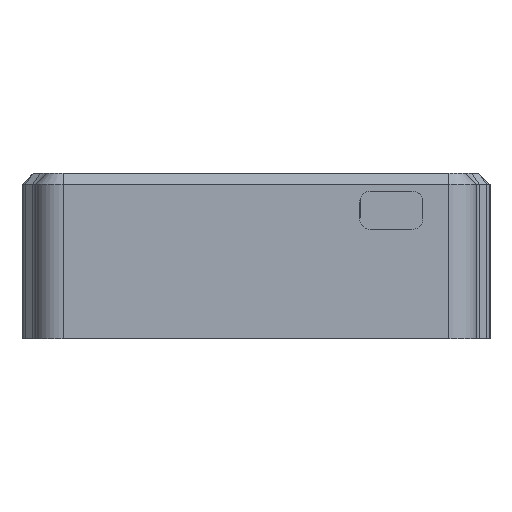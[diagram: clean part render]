
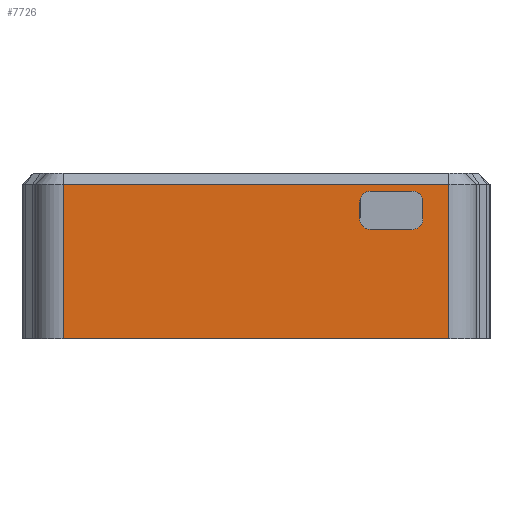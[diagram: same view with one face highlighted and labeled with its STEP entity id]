
A CAD part, left-side view. The second image highlights one B-rep face of the part: STEP entity #7726.
In plain terms, the highlighted planar face has unit normal (-1, 0, 0).
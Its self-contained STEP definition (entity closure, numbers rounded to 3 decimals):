
#237 = LINE ( 'NONE', #2209, #1132 ) ;
#267 = DIRECTION ( 'NONE',  ( 1., 0., 0. ) ) ;
#322 = LINE ( 'NONE', #2880, #8052 ) ;
#328 = CARTESIAN_POINT ( 'NONE',  ( -80., 35., 28. ) ) ;
#408 = ORIENTED_EDGE ( 'NONE', *, *, #5837, .F. ) ;
#445 = ORIENTED_EDGE ( 'NONE', *, *, #2532, .T. ) ;
#486 = PLANE ( 'NONE',  #4677 ) ;
#501 = CARTESIAN_POINT ( 'NONE',  ( -80., -20.83, 21.8 ) ) ;
#591 = EDGE_CURVE ( 'NONE', #7197, #1181, #237, .T. ) ;
#991 = DIRECTION ( 'NONE',  ( 0., 0., 1. ) ) ;
#1112 = FACE_BOUND ( 'NONE', #1283, .T. ) ;
#1124 = VECTOR ( 'NONE', #1568, 1000. ) ;
#1132 = VECTOR ( 'NONE', #4767, 1000. ) ;
#1181 = VERTEX_POINT ( 'NONE', #1519 ) ;
#1186 = EDGE_CURVE ( 'NONE', #1606, #1181, #5419, .T. ) ;
#1283 = EDGE_LOOP ( 'NONE', ( #6405, #3842, #408, #6471, #5201, #445, #2050, #7510 ) ) ;
#1338 = VECTOR ( 'NONE', #2568, 1000. ) ;
#1519 = CARTESIAN_POINT ( 'NONE',  ( -80., -30.33, 24.8 ) ) ;
#1532 = CARTESIAN_POINT ( 'NONE',  ( -80., -18.83, 21.8 ) ) ;
#1548 = VERTEX_POINT ( 'NONE', #2130 ) ;
#1561 = EDGE_LOOP ( 'NONE', ( #3519, #2345, #6657, #4596 ) ) ;
#1568 = DIRECTION ( 'NONE',  ( 0., 0., -1. ) ) ;
#1577 = CARTESIAN_POINT ( 'NONE',  ( -80., -35., 30. ) ) ;
#1590 = LINE ( 'NONE', #4649, #4959 ) ;
#1606 = VERTEX_POINT ( 'NONE', #8027 ) ;
#1726 = CARTESIAN_POINT ( 'NONE',  ( -80., -35., 0. ) ) ;
#1943 = VERTEX_POINT ( 'NONE', #6586 ) ;
#2050 = ORIENTED_EDGE ( 'NONE', *, *, #6029, .F. ) ;
#2068 = CARTESIAN_POINT ( 'NONE',  ( -80., -28.33, 21.8 ) ) ;
#2070 = EDGE_CURVE ( 'NONE', #1548, #4214, #322, .T. ) ;
#2077 = VERTEX_POINT ( 'NONE', #1532 ) ;
#2130 = CARTESIAN_POINT ( 'NONE',  ( -80., -35., 28. ) ) ;
#2158 = DIRECTION ( 'NONE',  ( 0., 0., -1. ) ) ;
#2209 = CARTESIAN_POINT ( 'NONE',  ( -80., -30.33, 26.8 ) ) ;
#2345 = ORIENTED_EDGE ( 'NONE', *, *, #2070, .T. ) ;
#2348 = DIRECTION ( 'NONE',  ( 0., -1., 0. ) ) ;
#2532 = EDGE_CURVE ( 'NONE', #5563, #1943, #3083, .T. ) ;
#2568 = DIRECTION ( 'NONE',  ( 0., -1., 0. ) ) ;
#2747 = LINE ( 'NONE', #7976, #1124 ) ;
#2816 = DIRECTION ( 'NONE',  ( 0., 1., 0. ) ) ;
#2819 = AXIS2_PLACEMENT_3D ( 'NONE', #4208, #7490, #6825 ) ;
#2868 = CARTESIAN_POINT ( 'NONE',  ( -80., -28.33, 24.8 ) ) ;
#2880 = CARTESIAN_POINT ( 'NONE',  ( -80., -40., 28. ) ) ;
#3050 = CARTESIAN_POINT ( 'NONE',  ( -80., -40., 30. ) ) ;
#3083 = CIRCLE ( 'NONE', #2819, 2. ) ;
#3120 = VECTOR ( 'NONE', #6123, 1000. ) ;
#3119 = DIRECTION ( 'NONE',  ( 0., 0., -1. ) ) ;
#3157 = EDGE_CURVE ( 'NONE', #5563, #2077, #6764, .T. ) ;
#3301 = CARTESIAN_POINT ( 'NONE',  ( -80., -28.33, 19.8 ) ) ;
#3519 = ORIENTED_EDGE ( 'NONE', *, *, #7573, .T. ) ;
#3692 = FACE_OUTER_BOUND ( 'NONE', #1561, .T. ) ;
#3761 = AXIS2_PLACEMENT_3D ( 'NONE', #2068, #5513, #2158 ) ;
#3842 = ORIENTED_EDGE ( 'NONE', *, *, #5569, .T. ) ;
#3883 = VECTOR ( 'NONE', #991, 1000. ) ;
#4095 = VERTEX_POINT ( 'NONE', #5244 ) ;
#4208 = CARTESIAN_POINT ( 'NONE',  ( -80., -20.83, 24.8 ) ) ;
#4214 = VERTEX_POINT ( 'NONE', #328 ) ;
#4596 = ORIENTED_EDGE ( 'NONE', *, *, #8250, .T. ) ;
#4649 = CARTESIAN_POINT ( 'NONE',  ( -80., -30.33, 26.8 ) ) ;
#4677 = AXIS2_PLACEMENT_3D ( 'NONE', #3050, #5612, #4980 ) ;
#4767 = DIRECTION ( 'NONE',  ( 0., 0., 1. ) ) ;
#4788 = DIRECTION ( 'NONE',  ( 0., 0., -1. ) ) ;
#4820 = CIRCLE ( 'NONE', #3761, 2. ) ;
#4959 = VECTOR ( 'NONE', #2816, 1000. ) ;
#4980 = DIRECTION ( 'NONE',  ( 0., 0., -1. ) ) ;
#5017 = CARTESIAN_POINT ( 'NONE',  ( -80., -20.83, 19.8 ) ) ;
#5084 = LINE ( 'NONE', #5882, #1338 ) ;
#5143 = AXIS2_PLACEMENT_3D ( 'NONE', #2868, #267, #4788 ) ;
#5201 = ORIENTED_EDGE ( 'NONE', *, *, #3157, .F. ) ;
#5244 = CARTESIAN_POINT ( 'NONE',  ( -80., 35., 0. ) ) ;
#5324 = LINE ( 'NONE', #1577, #3883 ) ;
#5340 = CARTESIAN_POINT ( 'NONE',  ( -80., -30.33, 21.8 ) ) ;
#5361 = CIRCLE ( 'NONE', #6437, 2. ) ;
#5405 = VERTEX_POINT ( 'NONE', #5017 ) ;
#5408 = CARTESIAN_POINT ( 'NONE',  ( -80., -18.83, 26.8 ) ) ;
#5419 = CIRCLE ( 'NONE', #5143, 2. ) ;
#5479 = DIRECTION ( 'NONE',  ( 0., 1., 0. ) ) ;
#5513 = DIRECTION ( 'NONE',  ( 1., 0., 0. ) ) ;
#5563 = VERTEX_POINT ( 'NONE', #6580 ) ;
#5569 = EDGE_CURVE ( 'NONE', #7197, #7760, #4820, .T. ) ;
#5612 = DIRECTION ( 'NONE',  ( 1., 0., 0. ) ) ;
#5671 = EDGE_CURVE ( 'NONE', #5405, #2077, #5361, .T. ) ;
#5715 = DIRECTION ( 'NONE',  ( 1., 0., 0. ) ) ;
#5837 = EDGE_CURVE ( 'NONE', #5405, #7760, #5084, .T. ) ;
#5882 = CARTESIAN_POINT ( 'NONE',  ( -80., -30.33, 19.8 ) ) ;
#6029 = EDGE_CURVE ( 'NONE', #1606, #1943, #1590, .T. ) ;
#6123 = DIRECTION ( 'NONE',  ( 0., 0., -1. ) ) ;
#6405 = ORIENTED_EDGE ( 'NONE', *, *, #591, .F. ) ;
#6437 = AXIS2_PLACEMENT_3D ( 'NONE', #501, #5715, #3119 ) ;
#6471 = ORIENTED_EDGE ( 'NONE', *, *, #5671, .T. ) ;
#6580 = CARTESIAN_POINT ( 'NONE',  ( -80., -18.83, 24.8 ) ) ;
#6586 = CARTESIAN_POINT ( 'NONE',  ( -80., -20.83, 26.8 ) ) ;
#6657 = ORIENTED_EDGE ( 'NONE', *, *, #7951, .T. ) ;
#6764 = LINE ( 'NONE', #5408, #3120 ) ;
#6825 = DIRECTION ( 'NONE',  ( 0., 0., -1. ) ) ;
#6953 = VERTEX_POINT ( 'NONE', #1726 ) ;
#7197 = VERTEX_POINT ( 'NONE', #5340 ) ;
#7485 = LINE ( 'NONE', #8118, #7591 ) ;
#7490 = DIRECTION ( 'NONE',  ( 1., 0., 0. ) ) ;
#7510 = ORIENTED_EDGE ( 'NONE', *, *, #1186, .T. ) ;
#7573 = EDGE_CURVE ( 'NONE', #6953, #1548, #5324, .T. ) ;
#7591 = VECTOR ( 'NONE', #2348, 1000. ) ;
#7726 = ADVANCED_FACE ( 'NONE', ( #1112, #3692 ), #486, .F. ) ;
#7760 = VERTEX_POINT ( 'NONE', #3301 ) ;
#7951 = EDGE_CURVE ( 'NONE', #4214, #4095, #2747, .T. ) ;
#7976 = CARTESIAN_POINT ( 'NONE',  ( -80., 35., 30. ) ) ;
#8027 = CARTESIAN_POINT ( 'NONE',  ( -80., -28.33, 26.8 ) ) ;
#8052 = VECTOR ( 'NONE', #5479, 1000. ) ;
#8118 = CARTESIAN_POINT ( 'NONE',  ( -80., -40., 0. ) ) ;
#8250 = EDGE_CURVE ( 'NONE', #4095, #6953, #7485, .T. ) ;
